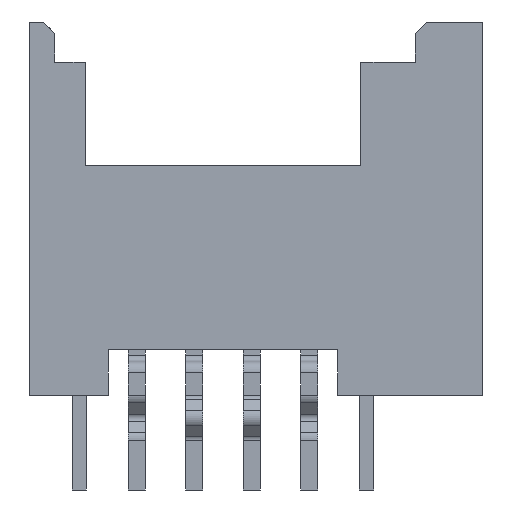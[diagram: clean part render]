
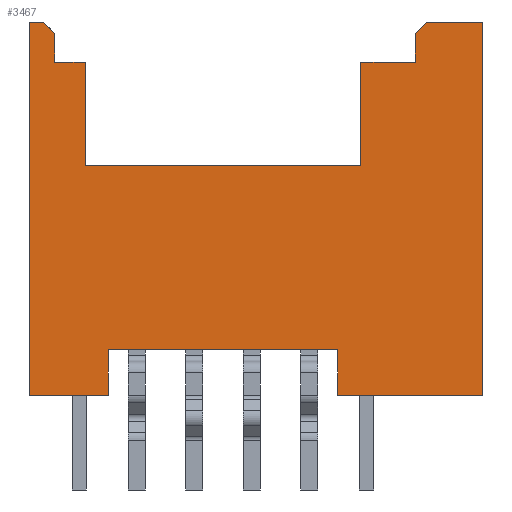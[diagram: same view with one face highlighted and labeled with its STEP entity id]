
A CAD part, front view. The second image highlights one B-rep face of the part: STEP entity #3467.
In plain terms, the highlighted planar face has unit normal (0, -1, 0).
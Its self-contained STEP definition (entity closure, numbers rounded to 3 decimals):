
#72=DIRECTION('',(-0.707,0.,-0.707));
#73=VECTOR('',#72,0.566);
#74=CARTESIAN_POINT('',(7.1,-3.2,0.));
#75=LINE('',#74,#73);
#76=DIRECTION('',(1.,0.,0.));
#77=VECTOR('',#76,1.95);
#78=CARTESIAN_POINT('',(7.1,-3.2,0.));
#79=LINE('',#78,#77);
#80=DIRECTION('',(0.,0.,-1.));
#81=VECTOR('',#80,13.);
#82=CARTESIAN_POINT('',(9.05,-3.2,0.));
#83=LINE('',#82,#81);
#84=DIRECTION('',(-1.,0.,0.));
#85=VECTOR('',#84,5.05);
#86=CARTESIAN_POINT('',(9.05,-3.2,-13.));
#87=LINE('',#86,#85);
#88=DIRECTION('',(0.,0.,1.));
#89=VECTOR('',#88,1.6);
#90=CARTESIAN_POINT('',(4.,-3.2,-13.));
#91=LINE('',#90,#89);
#92=DIRECTION('',(-1.,0.,0.));
#93=VECTOR('',#92,8.);
#94=CARTESIAN_POINT('',(4.,-3.2,-11.4));
#95=LINE('',#94,#93);
#96=DIRECTION('',(0.,0.,-1.));
#97=VECTOR('',#96,1.6);
#98=CARTESIAN_POINT('',(-4.,-3.2,-11.4));
#99=LINE('',#98,#97);
#100=DIRECTION('',(-1.,0.,0.));
#101=VECTOR('',#100,2.75);
#102=CARTESIAN_POINT('',(-4.,-3.2,-13.));
#103=LINE('',#102,#101);
#104=DIRECTION('',(0.,0.,1.));
#105=VECTOR('',#104,13.);
#106=CARTESIAN_POINT('',(-6.75,-3.2,-13.));
#107=LINE('',#106,#105);
#108=DIRECTION('',(1.,0.,0.));
#109=VECTOR('',#108,0.5);
#110=CARTESIAN_POINT('',(-6.75,-3.2,0.));
#111=LINE('',#110,#109);
#112=DIRECTION('',(0.707,0.,-0.707));
#113=VECTOR('',#112,0.566);
#114=CARTESIAN_POINT('',(-6.25,-3.2,0.));
#115=LINE('',#114,#113);
#116=DIRECTION('',(0.,0.,-1.));
#117=VECTOR('',#116,1.);
#118=CARTESIAN_POINT('',(-5.85,-3.2,-0.4));
#119=LINE('',#118,#117);
#120=DIRECTION('',(1.,0.,0.));
#121=VECTOR('',#120,1.05);
#122=CARTESIAN_POINT('',(-5.85,-3.2,-1.4));
#123=LINE('',#122,#121);
#124=DIRECTION('',(0.,0.,-1.));
#125=VECTOR('',#124,3.6);
#126=CARTESIAN_POINT('',(-4.8,-3.2,-1.4));
#127=LINE('',#126,#125);
#128=DIRECTION('',(1.,0.,0.));
#129=VECTOR('',#128,9.6);
#130=CARTESIAN_POINT('',(-4.8,-3.2,-5.));
#131=LINE('',#130,#129);
#132=DIRECTION('',(0.,0.,1.));
#133=VECTOR('',#132,3.6);
#134=CARTESIAN_POINT('',(4.8,-3.2,-5.));
#135=LINE('',#134,#133);
#136=DIRECTION('',(1.,0.,0.));
#137=VECTOR('',#136,1.9);
#138=CARTESIAN_POINT('',(4.8,-3.2,-1.4));
#139=LINE('',#138,#137);
#140=DIRECTION('',(0.,0.,1.));
#141=VECTOR('',#140,1.);
#142=CARTESIAN_POINT('',(6.7,-3.2,-1.4));
#143=LINE('',#142,#141);
#2616=CARTESIAN_POINT('',(-6.75,-3.2,0.));
#2617=CARTESIAN_POINT('',(-6.25,-3.2,0.));
#2618=VERTEX_POINT('',#2616);
#2619=VERTEX_POINT('',#2617);
#2620=CARTESIAN_POINT('',(-5.85,-3.2,-0.4));
#2621=CARTESIAN_POINT('',(-5.85,-3.2,-1.4));
#2622=VERTEX_POINT('',#2620);
#2623=VERTEX_POINT('',#2621);
#2624=CARTESIAN_POINT('',(-4.8,-3.2,-1.4));
#2625=VERTEX_POINT('',#2624);
#2626=CARTESIAN_POINT('',(-4.8,-3.2,-5.));
#2627=VERTEX_POINT('',#2626);
#2628=CARTESIAN_POINT('',(4.8,-3.2,-5.));
#2629=VERTEX_POINT('',#2628);
#2630=CARTESIAN_POINT('',(4.8,-3.2,-1.4));
#2631=VERTEX_POINT('',#2630);
#2632=CARTESIAN_POINT('',(6.7,-3.2,-1.4));
#2633=VERTEX_POINT('',#2632);
#2634=CARTESIAN_POINT('',(9.05,-3.2,0.));
#2635=CARTESIAN_POINT('',(9.05,-3.2,-13.));
#2636=VERTEX_POINT('',#2634);
#2637=VERTEX_POINT('',#2635);
#2638=CARTESIAN_POINT('',(4.,-3.2,-13.));
#2639=VERTEX_POINT('',#2638);
#2640=CARTESIAN_POINT('',(4.,-3.2,-11.4));
#2641=VERTEX_POINT('',#2640);
#2642=CARTESIAN_POINT('',(-4.,-3.2,-13.));
#2643=CARTESIAN_POINT('',(-6.75,-3.2,-13.));
#2644=VERTEX_POINT('',#2642);
#2645=VERTEX_POINT('',#2643);
#2724=CARTESIAN_POINT('',(-4.,-3.2,-11.4));
#2725=VERTEX_POINT('',#2724);
#3396=CARTESIAN_POINT('',(7.1,-3.2,0.));
#3397=CARTESIAN_POINT('',(6.7,-3.2,-0.4));
#3398=VERTEX_POINT('',#3396);
#3399=VERTEX_POINT('',#3397);
#3424=CARTESIAN_POINT('',(0.,-3.2,0.));
#3425=DIRECTION('',(0.,1.,0.));
#3426=DIRECTION('',(1.,0.,0.));
#3427=AXIS2_PLACEMENT_3D('',#3424,#3425,#3426);
#3428=PLANE('',#3427);
#3430=ORIENTED_EDGE('',*,*,#3429,.F.);
#3432=ORIENTED_EDGE('',*,*,#3431,.T.);
#3434=ORIENTED_EDGE('',*,*,#3433,.T.);
#3436=ORIENTED_EDGE('',*,*,#3435,.T.);
#3438=ORIENTED_EDGE('',*,*,#3437,.T.);
#3440=ORIENTED_EDGE('',*,*,#3439,.T.);
#3442=ORIENTED_EDGE('',*,*,#3441,.T.);
#3444=ORIENTED_EDGE('',*,*,#3443,.T.);
#3446=ORIENTED_EDGE('',*,*,#3445,.T.);
#3448=ORIENTED_EDGE('',*,*,#3447,.T.);
#3450=ORIENTED_EDGE('',*,*,#3449,.T.);
#3452=ORIENTED_EDGE('',*,*,#3451,.T.);
#3454=ORIENTED_EDGE('',*,*,#3453,.T.);
#3456=ORIENTED_EDGE('',*,*,#3455,.T.);
#3458=ORIENTED_EDGE('',*,*,#3457,.T.);
#3460=ORIENTED_EDGE('',*,*,#3459,.T.);
#3462=ORIENTED_EDGE('',*,*,#3461,.T.);
#3464=ORIENTED_EDGE('',*,*,#3463,.T.);
#3465=EDGE_LOOP('',(#3430,#3432,#3434,#3436,#3438,#3440,#3442,#3444,#3446,#3448,
#3450,#3452,#3454,#3456,#3458,#3460,#3462,#3464));
#3466=FACE_OUTER_BOUND('',#3465,.F.);
#3467=ADVANCED_FACE('',(#3466),#3428,.F.);
#3429=EDGE_CURVE('',#3398,#3399,#75,.T.);
#3431=EDGE_CURVE('',#3398,#2636,#79,.T.);
#3433=EDGE_CURVE('',#2636,#2637,#83,.T.);
#3435=EDGE_CURVE('',#2637,#2639,#87,.T.);
#3437=EDGE_CURVE('',#2639,#2641,#91,.T.);
#3439=EDGE_CURVE('',#2641,#2725,#95,.T.);
#3441=EDGE_CURVE('',#2725,#2644,#99,.T.);
#3443=EDGE_CURVE('',#2644,#2645,#103,.T.);
#3445=EDGE_CURVE('',#2645,#2618,#107,.T.);
#3447=EDGE_CURVE('',#2618,#2619,#111,.T.);
#3449=EDGE_CURVE('',#2619,#2622,#115,.T.);
#3451=EDGE_CURVE('',#2622,#2623,#119,.T.);
#3453=EDGE_CURVE('',#2623,#2625,#123,.T.);
#3455=EDGE_CURVE('',#2625,#2627,#127,.T.);
#3457=EDGE_CURVE('',#2627,#2629,#131,.T.);
#3459=EDGE_CURVE('',#2629,#2631,#135,.T.);
#3461=EDGE_CURVE('',#2631,#2633,#139,.T.);
#3463=EDGE_CURVE('',#2633,#3399,#143,.T.);
